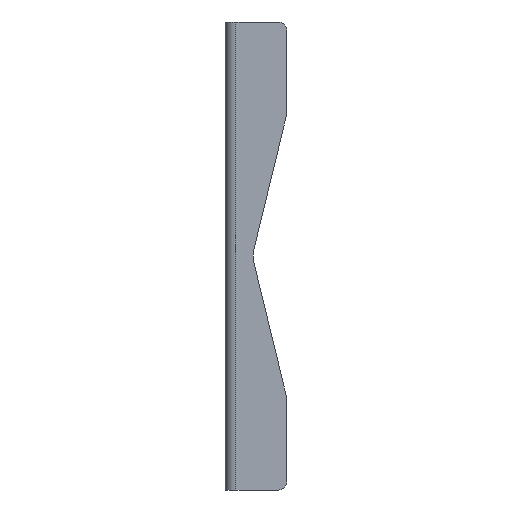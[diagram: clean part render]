
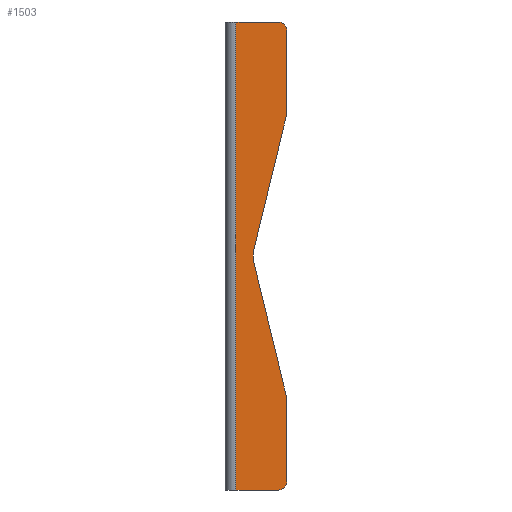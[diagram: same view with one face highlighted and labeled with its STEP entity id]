
A CAD part, left-side view. The second image highlights one B-rep face of the part: STEP entity #1503.
In plain terms, the highlighted planar face has unit normal (-1, 0, 0).
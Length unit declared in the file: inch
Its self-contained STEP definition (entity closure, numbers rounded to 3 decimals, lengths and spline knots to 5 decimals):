
#31 = ORIENTED_EDGE ( 'NONE', *, *, #1718, .F. ) ;
#45 = EDGE_CURVE ( 'NONE', #1729, #327, #1843, .T. ) ;
#52 = DIRECTION ( 'NONE',  ( 0., -1., 0. ) ) ;
#82 = LINE ( 'NONE', #606, #1294 ) ;
#148 = ORIENTED_EDGE ( 'NONE', *, *, #1303, .T. ) ;
#201 = VECTOR ( 'NONE', #736, 39.37008 ) ;
#210 = EDGE_CURVE ( 'NONE', #1644, #712, #655, .T. ) ;
#229 = CARTESIAN_POINT ( 'NONE',  ( -0.925, 0.125, 3.375 ) ) ;
#232 = CARTESIAN_POINT ( 'NONE',  ( -0.925, 0.125, -3.5 ) ) ;
#288 = ORIENTED_EDGE ( 'NONE', *, *, #559, .T. ) ;
#319 = LINE ( 'NONE', #470, #1938 ) ;
#327 = VERTEX_POINT ( 'NONE', #1017 ) ;
#382 = DIRECTION ( 'NONE',  ( 0., 1., 0. ) ) ;
#423 = ORIENTED_EDGE ( 'NONE', *, *, #957, .T. ) ;
#441 = DIRECTION ( 'NONE',  ( 0., 0., 1. ) ) ;
#456 = VERTEX_POINT ( 'NONE', #912 ) ;
#467 = CARTESIAN_POINT ( 'NONE',  ( -0.925, 0.76, -3.5 ) ) ;
#470 = CARTESIAN_POINT ( 'NONE',  ( -0.925, 0.5, 0. ) ) ;
#490 = DIRECTION ( 'NONE',  ( 0., 0., 1. ) ) ;
#522 = CARTESIAN_POINT ( 'NONE',  ( -0.925, 0., 0. ) ) ;
#559 = EDGE_CURVE ( 'NONE', #1183, #1061, #319, .T. ) ;
#606 = CARTESIAN_POINT ( 'NONE',  ( -0.925, 0.5, 0.0625 ) ) ;
#620 = LINE ( 'NONE', #1169, #960 ) ;
#645 = ORIENTED_EDGE ( 'NONE', *, *, #1420, .T. ) ;
#655 = LINE ( 'NONE', #1358, #785 ) ;
#660 = CARTESIAN_POINT ( 'NONE',  ( -0.925, 0.921, 0. ) ) ;
#684 = CARTESIAN_POINT ( 'NONE',  ( -0.925, 0., -2.125 ) ) ;
#696 = DIRECTION ( 'NONE',  ( -1., 0., 0. ) ) ;
#702 = AXIS2_PLACEMENT_3D ( 'NONE', #660, #696, #1723 ) ;
#710 = CARTESIAN_POINT ( 'NONE',  ( -0.925, 0., 3.375 ) ) ;
#712 = VERTEX_POINT ( 'NONE', #710 ) ;
#723 = EDGE_CURVE ( 'NONE', #1135, #1826, #1196, .T. ) ;
#736 = DIRECTION ( 'NONE',  ( 0., 0.236, 0.972 ) ) ;
#771 = DIRECTION ( 'NONE',  ( 0., -0.236, 0.972 ) ) ;
#785 = VECTOR ( 'NONE', #490, 39.37008 ) ;
#786 = VECTOR ( 'NONE', #1217, 39.37008 ) ;
#790 = CARTESIAN_POINT ( 'NONE',  ( -0.925, 0.65264, 3.5 ) ) ;
#824 = DIRECTION ( 'NONE',  ( 0., 0., 1. ) ) ;
#829 = CARTESIAN_POINT ( 'NONE',  ( -0.925, 0.5, -0.0625 ) ) ;
#912 = CARTESIAN_POINT ( 'NONE',  ( -0.925, 0.125, 3.5 ) ) ;
#947 = DIRECTION ( 'NONE',  ( 0., -1., 0. ) ) ;
#948 = ORIENTED_EDGE ( 'NONE', *, *, #210, .T. ) ;
#957 = EDGE_CURVE ( 'NONE', #1642, #1135, #1371, .T. ) ;
#960 = VECTOR ( 'NONE', #2240, 39.37008 ) ;
#1017 = CARTESIAN_POINT ( 'NONE',  ( -0.925, 0.76, 3.5 ) ) ;
#1061 = VERTEX_POINT ( 'NONE', #2032 ) ;
#1109 = ORIENTED_EDGE ( 'NONE', *, *, #1659, .F. ) ;
#1125 = ORIENTED_EDGE ( 'NONE', *, *, #723, .T. ) ;
#1135 = VERTEX_POINT ( 'NONE', #2110 ) ;
#1169 = CARTESIAN_POINT ( 'NONE',  ( -0.925, 0.65264, -3.5 ) ) ;
#1183 = VERTEX_POINT ( 'NONE', #829 ) ;
#1194 = PLANE ( 'NONE',  #702 ) ;
#1196 = LINE ( 'NONE', #522, #786 ) ;
#1217 = DIRECTION ( 'NONE',  ( 0., 0., 1. ) ) ;
#1248 = CARTESIAN_POINT ( 'NONE',  ( -0.925, 0., -2.125 ) ) ;
#1252 = DIRECTION ( 'NONE',  ( -1., 0., 0. ) ) ;
#1263 = LINE ( 'NONE', #790, #1672 ) ;
#1272 = EDGE_CURVE ( 'NONE', #1826, #1183, #1622, .T. ) ;
#1294 = VECTOR ( 'NONE', #771, 39.37008 ) ;
#1303 = EDGE_CURVE ( 'NONE', #712, #456, #1670, .T. ) ;
#1358 = CARTESIAN_POINT ( 'NONE',  ( -0.925, 0., 0. ) ) ;
#1371 = CIRCLE ( 'NONE', #1788, 0.125 ) ;
#1420 = EDGE_CURVE ( 'NONE', #1061, #1644, #82, .T. ) ;
#1463 = CARTESIAN_POINT ( 'NONE',  ( -0.925, 0., 2.125 ) ) ;
#1503 = ADVANCED_FACE ( 'NONE', ( #1759 ), #1194, .T. ) ;
#1612 = DIRECTION ( 'NONE',  ( -1., 0., 0. ) ) ;
#1622 = LINE ( 'NONE', #1248, #201 ) ;
#1626 = CARTESIAN_POINT ( 'NONE',  ( -0.925, 0.125, -3.375 ) ) ;
#1642 = VERTEX_POINT ( 'NONE', #232 ) ;
#1644 = VERTEX_POINT ( 'NONE', #1463 ) ;
#1659 = EDGE_CURVE ( 'NONE', #327, #456, #1263, .T. ) ;
#1670 = CIRCLE ( 'NONE', #1707, 0.125 ) ;
#1672 = VECTOR ( 'NONE', #947, 39.37008 ) ;
#1707 = AXIS2_PLACEMENT_3D ( 'NONE', #229, #1612, #382 ) ;
#1718 = EDGE_CURVE ( 'NONE', #1642, #1729, #620, .T. ) ;
#1723 = DIRECTION ( 'NONE',  ( 0., 0., 1. ) ) ;
#1729 = VERTEX_POINT ( 'NONE', #467 ) ;
#1759 = FACE_OUTER_BOUND ( 'NONE', #2022, .T. ) ;
#1788 = AXIS2_PLACEMENT_3D ( 'NONE', #1626, #1252, #52 ) ;
#1826 = VERTEX_POINT ( 'NONE', #684 ) ;
#1843 = LINE ( 'NONE', #2007, #2268 ) ;
#1938 = VECTOR ( 'NONE', #824, 39.37008 ) ;
#2007 = CARTESIAN_POINT ( 'NONE',  ( -0.925, 0.76, 0. ) ) ;
#2022 = EDGE_LOOP ( 'NONE', ( #645, #948, #148, #1109, #2280, #31, #423, #1125, #2252, #288 ) ) ;
#2032 = CARTESIAN_POINT ( 'NONE',  ( -0.925, 0.5, 0.0625 ) ) ;
#2110 = CARTESIAN_POINT ( 'NONE',  ( -0.925, 0., -3.375 ) ) ;
#2240 = DIRECTION ( 'NONE',  ( 0., 1., 0. ) ) ;
#2252 = ORIENTED_EDGE ( 'NONE', *, *, #1272, .T. ) ;
#2268 = VECTOR ( 'NONE', #441, 39.37008 ) ;
#2280 = ORIENTED_EDGE ( 'NONE', *, *, #45, .F. ) ;
